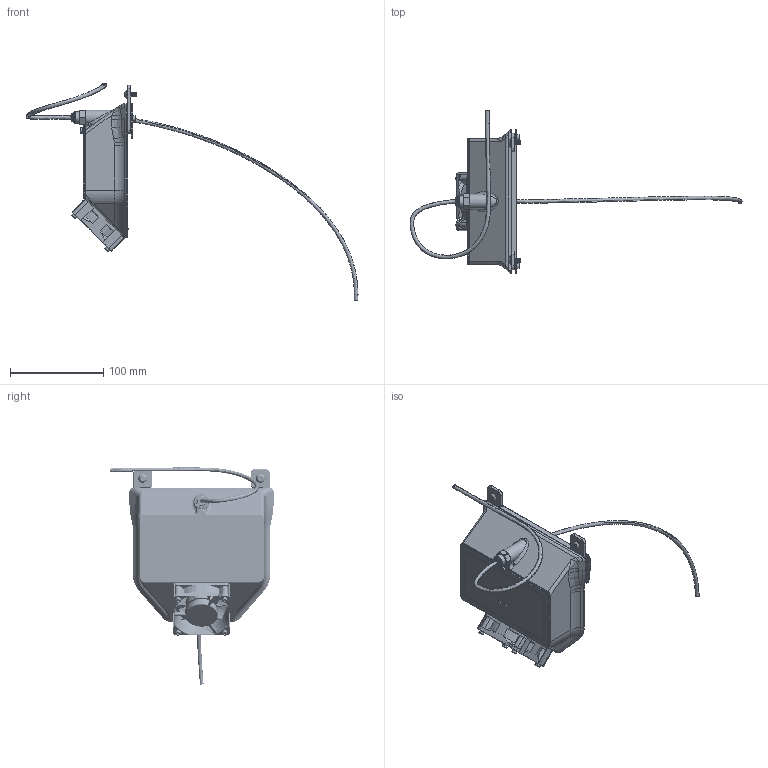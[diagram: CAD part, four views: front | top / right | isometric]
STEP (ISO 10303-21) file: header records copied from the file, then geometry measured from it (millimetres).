
FILE_DESCRIPTION(/* description */ (''),/* implementation_level */ '2;1');
FILE_NAME(/* name */ 'VEFACH.step',/* time_stamp */ '2021-05-31T16:35:34+02:00',/* author */ (''),/* organization */ (''),/* preprocessor_version */ 'ST-DEVELOPER v18.1',/* originating_system */ 'Autodesk Translation Framework v10.6.0.1341',/* authorisation */ '');
FILE_SCHEMA (('AUTOMOTIVE_DESIGN { 1 0 10303 214 3 1 1 }'));
Products named in the file (19): Exhast Filter Housing v12; VEFACH; Exhast Filter Housing; Exhast Housing; M3x8 SHCS (1); BSP Bowden Connector v1; 4x3mm PTFE Guide Tube; M3x12; 6020 Fan; 6020 Impeller; 6020 Housing; VHB; Exhast Grill; VHB Mount tape; M5x10; Rear Cover; M3 Threaded Insert (1); Exhast Mount; M3x30
Assembly tree (33 placements, depth 4):
  Exhast Filter Housing v12
    VEFACH
    Exhast Filter Housing
      Exhast Housing
      Exhast Mount  x2
      M3x8 SHCS (1)
      M3 Threaded Insert (1)  x7
      M5x10  x2
      M3x12  x2
      BSP Bowden Connector v1
      4x3mm PTFE Guide Tube
      M3x30  x4
      6020 Fan
        6020 Impeller
        6020 Housing
        VHB  x4
      Exhast Grill
      VHB Mount tape
      Rear Cover
Bounding box: 356.28 x 175.22 x 233.1 mm (x, y, z)
Volume: 348174.2 mm3; surface area: 279975.4 mm2
Topology: 34 solids, 34 shells, 4089 faces, 11564 edges, 7587 vertices
Faces by surface type: plane 2423, cylinder 728, bspline 692, cone 201, torus 37, sphere 8
Full cylindrical faces by diameter (mm): 2.35 x44, 2.9 x7, 3 x51, 3.4 x3, 3.961 x24, 4 x1, 4.2 x7, 4.25 x7, 4.4 x1, 4.5 x4, 4.6 x7, 4.7 x7, 5 x22, 5.5 x10, 9 x1, 9.1 x9, 9.5 x2, 9.928 x10, 11 x1, 11.5 x1, 12 x2, 23.151 x1, 30.85 x1, 35 x1, 57.5 x1
Entity records: 144903 total; most frequent: CARTESIAN_POINT 61796, ORIENTED_EDGE 17996, DIRECTION 14956, EDGE_CURVE 8998, LINE 7028, VECTOR 7028, VERTEX_POINT 5915, EDGE_LOOP 4135
